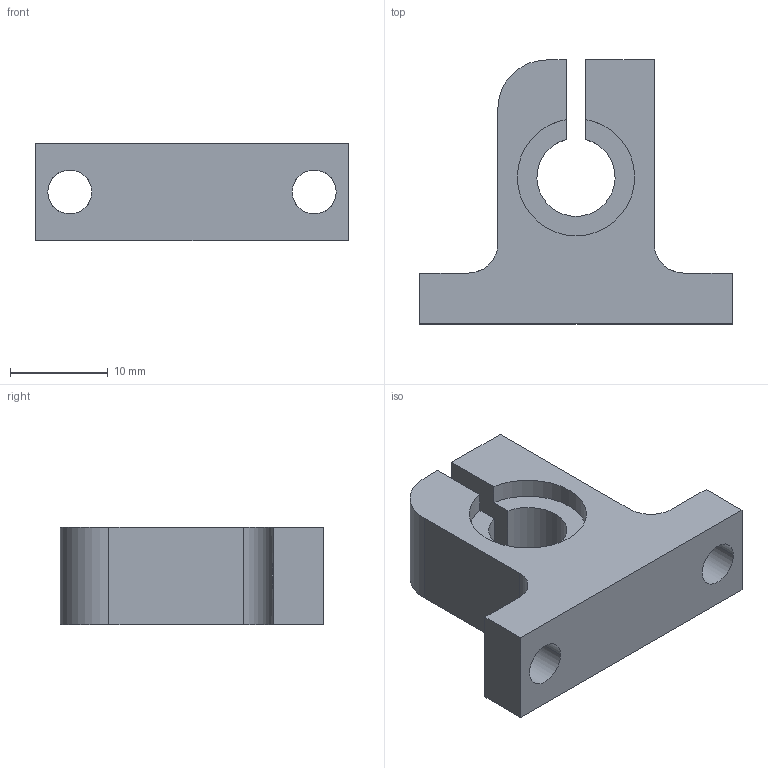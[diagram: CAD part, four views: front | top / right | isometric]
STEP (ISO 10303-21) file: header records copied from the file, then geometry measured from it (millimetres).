
FILE_DESCRIPTION( ( '' ), '1' );
FILE_NAME( 'wbs_08_2_03.stp', '2008-04-10T06:15:03', ( '' ), ( '' ), ' ', ' ', ' ' );
FILE_SCHEMA( ( 'CONFIG_CONTROL_DESIGN' ) );
Length unit declared in the file: millimetre
Products named in the file (1): 1
Bounding box: 32 x 27 x 10 mm (x, y, z)
Volume: 4072.8 mm3; surface area: 2518.9 mm2
Topology: 1 solids, 1 shells, 28 faces, 84 edges, 56 vertices
Faces by surface type: plane 15, cylinder 13
Entity records: 1066 total; most frequent: CARTESIAN_POINT 237, ORIENTED_EDGE 168, DIRECTION 164, EDGE_CURVE 84, VERTEX_POINT 56, AXIS2_PLACEMENT_3D 55, LINE 54, VECTOR 54
